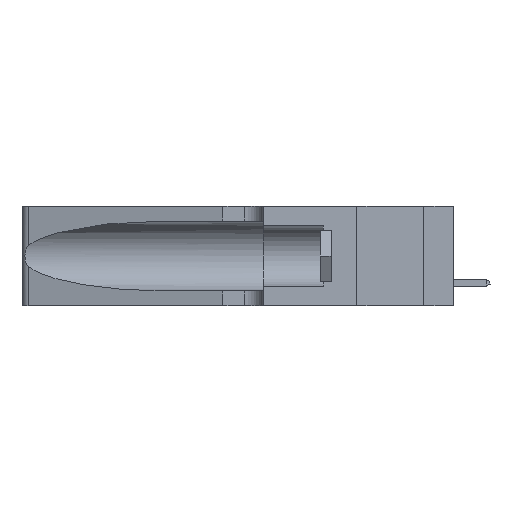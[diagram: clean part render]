
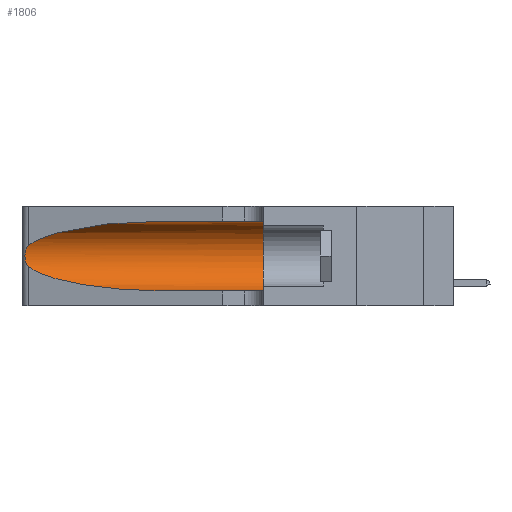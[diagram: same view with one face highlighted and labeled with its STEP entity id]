
A CAD part, left-side view. The second image highlights one B-rep face of the part: STEP entity #1806.
In plain terms, the highlighted cylindrical face has radius 3.308 mm (diameter 6.617 mm), a partial arc.
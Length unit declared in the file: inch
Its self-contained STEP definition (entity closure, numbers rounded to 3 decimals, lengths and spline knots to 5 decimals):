
#9 = CARTESIAN_POINT ( 'NONE',  ( 0.2373, 1.15595, 0.08982 ) ) ;
#481 = CYLINDRICAL_SURFACE ( 'NONE', #14160, 0.13025 ) ;
#1806 = ADVANCED_FACE ( 'NONE', ( #6908 ), #481, .F. ) ;
#2025 = EDGE_CURVE ( 'NONE', #6762, #15137, #8751, .T. ) ;
#2067 = CARTESIAN_POINT ( 'NONE',  ( 0.18966, 0.96281, 0.05475 ) ) ;
#2611 = CARTESIAN_POINT ( 'NONE',  ( 0.26017, 1.23833, 0.17102 ) ) ;
#3477 = CARTESIAN_POINT ( 'NONE',  ( 0.2373, 1.15595, 0.28018 ) ) ;
#4484 = CARTESIAN_POINT ( 'NONE',  ( 0.25789, 1.23486, 0.15765 ) ) ;
#5603 = DIRECTION ( 'NONE',  ( 0., -1., 0. ) ) ;
#6223 = EDGE_CURVE ( 'NONE', #15137, #21452, #7151, .T. ) ;
#6762 = VERTEX_POINT ( 'NONE', #23189 ) ;
#6908 = FACE_OUTER_BOUND ( 'NONE', #17089, .T. ) ;
#7151 = CIRCLE ( 'NONE', #14648, 0.13025 ) ;
#8155 = ORIENTED_EDGE ( 'NONE', *, *, #11652, .T. ) ;
#8346 = CARTESIAN_POINT ( 'NONE',  ( 0.25639, 1.23186, 0.15144 ) ) ;
#8691 = CARTESIAN_POINT ( 'NONE',  ( 0.26075, 1.23896, 0.19203 ) ) ;
#8751 = LINE ( 'NONE', #20953, #13303 ) ;
#9556 = CARTESIAN_POINT ( 'NONE',  ( 0.1305, 0.35, 0.185 ) ) ;
#10000 = B_SPLINE_CURVE_WITH_KNOTS ( 'NONE', 3,
 ( #20249, #12510, #21955, #10305, #12341, #23929, #8691, #16185, #2611, #18195, #4484, #8346, #22202, #10228 ),
 .UNSPECIFIED., .F., .F.,
 ( 4, 2, 2, 2, 2, 2, 4 ),
 ( 0., 0.00027, 0.00053, 0.00107, 0.0016, 0.00187, 0.00214 ),
 .UNSPECIFIED. ) ;
#10076 = VERTEX_POINT ( 'NONE', #14561 ) ;
#10228 = CARTESIAN_POINT ( 'NONE',  ( 0.25487, 1.22718, 0.14631 ) ) ;
#10305 = CARTESIAN_POINT ( 'NONE',  ( 0.25787, 1.23484, 0.2124 ) ) ;
#10768 = CARTESIAN_POINT ( 'NONE',  ( 0.1305, 0.35, 0.31525 ) ) ;
#11280 = DIRECTION ( 'NONE',  ( 0., -1., 0. ) ) ;
#11567 = CARTESIAN_POINT ( 'NONE',  ( 0.1305, 0.72297, 0.05475 ) ) ;
#11652 = EDGE_CURVE ( 'NONE', #10076, #12152, #10000, .T. ) ;
#12152 = VERTEX_POINT ( 'NONE', #23798 ) ;
#12341 = CARTESIAN_POINT ( 'NONE',  ( 0.25854, 1.2359, 0.20912 ) ) ;
#12510 = CARTESIAN_POINT ( 'NONE',  ( 0.25555, 1.22994, 0.2215 ) ) ;
#13303 = VECTOR ( 'NONE', #18962, 39.37008 ) ;
#14160 = AXIS2_PLACEMENT_3D ( 'NONE', #15073, #5603, #25039 ) ;
#14561 = CARTESIAN_POINT ( 'NONE',  ( 0.25487, 1.22718, 0.22369 ) ) ;
#14648 = AXIS2_PLACEMENT_3D ( 'NONE', #9556, #25197, #23419 ) ;
#15073 = CARTESIAN_POINT ( 'NONE',  ( 0.1305, 1.61858, 0.185 ) ) ;
#15137 = VERTEX_POINT ( 'NONE', #10768 ) ;
#15803 = CARTESIAN_POINT ( 'NONE',  ( 0.25487, 1.22718, 0.14631 ) ) ;
#16185 = CARTESIAN_POINT ( 'NONE',  ( 0.26075, 1.23896, 0.178 ) ) ;
#16385 =( BOUNDED_CURVE ( )  B_SPLINE_CURVE ( 3, ( #24779, #19069, #3477, #17119 ),
 .UNSPECIFIED., .F., .T. ) 
 B_SPLINE_CURVE_WITH_KNOTS ( ( 4, 4 ),
 ( 1.5708, 2.84003 ),
 .UNSPECIFIED. ) 
 CURVE ( )  GEOMETRIC_REPRESENTATION_ITEM ( )  RATIONAL_B_SPLINE_CURVE ( ( 1., 0.87, 0.87, 1. ) ) 
 REPRESENTATION_ITEM ( '' )  );
#17089 = EDGE_LOOP ( 'NONE', ( #17766, #8155, #20074, #21294, #24511, #20678 ) ) ;
#17119 = CARTESIAN_POINT ( 'NONE',  ( 0.25487, 1.22718, 0.22369 ) ) ;
#17766 = ORIENTED_EDGE ( 'NONE', *, *, #23895, .T. ) ;
#18195 = CARTESIAN_POINT ( 'NONE',  ( 0.25856, 1.23593, 0.16098 ) ) ;
#18752 = LINE ( 'NONE', #25085, #21818 ) ;
#18853 = VERTEX_POINT ( 'NONE', #11567 ) ;
#18962 = DIRECTION ( 'NONE',  ( 0., -1., 0. ) ) ;
#19069 = CARTESIAN_POINT ( 'NONE',  ( 0.18966, 0.96281, 0.31525 ) ) ;
#19561 = EDGE_CURVE ( 'NONE', #12152, #18853, #20926, .T. ) ;
#20074 = ORIENTED_EDGE ( 'NONE', *, *, #19561, .T. ) ;
#20249 = CARTESIAN_POINT ( 'NONE',  ( 0.25487, 1.22718, 0.22369 ) ) ;
#20678 = ORIENTED_EDGE ( 'NONE', *, *, #2025, .F. ) ;
#20926 =( BOUNDED_CURVE ( )  B_SPLINE_CURVE ( 3, ( #15803, #9, #2067, #23550 ),
 .UNSPECIFIED., .F., .T. ) 
 B_SPLINE_CURVE_WITH_KNOTS ( ( 4, 4 ),
 ( 3.44316, 4.71239 ),
 .UNSPECIFIED. ) 
 CURVE ( )  GEOMETRIC_REPRESENTATION_ITEM ( )  RATIONAL_B_SPLINE_CURVE ( ( 1., 0.87, 0.87, 1. ) ) 
 REPRESENTATION_ITEM ( '' )  );
#20953 = CARTESIAN_POINT ( 'NONE',  ( 0.1305, 1.61858, 0.31525 ) ) ;
#21294 = ORIENTED_EDGE ( 'NONE', *, *, #24525, .T. ) ;
#21452 = VERTEX_POINT ( 'NONE', #25251 ) ;
#21818 = VECTOR ( 'NONE', #11280, 39.37008 ) ;
#21955 = CARTESIAN_POINT ( 'NONE',  ( 0.25639, 1.23184, 0.21858 ) ) ;
#22202 = CARTESIAN_POINT ( 'NONE',  ( 0.25555, 1.22993, 0.14849 ) ) ;
#23189 = CARTESIAN_POINT ( 'NONE',  ( 0.1305, 0.72297, 0.31525 ) ) ;
#23419 = DIRECTION ( 'NONE',  ( 0., 0., 1. ) ) ;
#23550 = CARTESIAN_POINT ( 'NONE',  ( 0.1305, 0.72297, 0.05475 ) ) ;
#23798 = CARTESIAN_POINT ( 'NONE',  ( 0.25487, 1.22718, 0.14631 ) ) ;
#23895 = EDGE_CURVE ( 'NONE', #6762, #10076, #16385, .T. ) ;
#23929 = CARTESIAN_POINT ( 'NONE',  ( 0.26018, 1.23835, 0.19895 ) ) ;
#24511 = ORIENTED_EDGE ( 'NONE', *, *, #6223, .F. ) ;
#24525 = EDGE_CURVE ( 'NONE', #18853, #21452, #18752, .T. ) ;
#24779 = CARTESIAN_POINT ( 'NONE',  ( 0.1305, 0.72297, 0.31525 ) ) ;
#25039 = DIRECTION ( 'NONE',  ( 0., 0., -1. ) ) ;
#25085 = CARTESIAN_POINT ( 'NONE',  ( 0.1305, 1.61858, 0.05475 ) ) ;
#25197 = DIRECTION ( 'NONE',  ( 0., 1., 0. ) ) ;
#25251 = CARTESIAN_POINT ( 'NONE',  ( 0.1305, 0.35, 0.05475 ) ) ;
